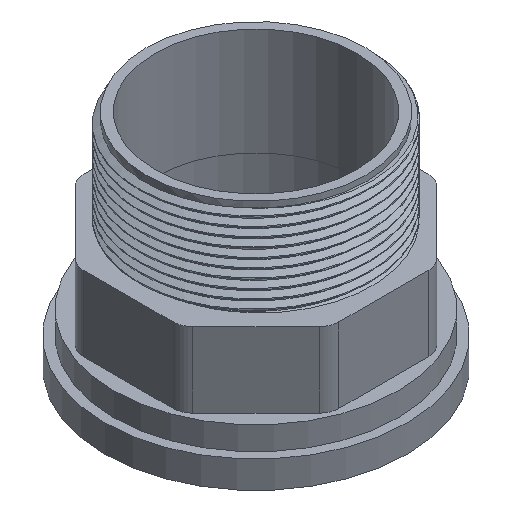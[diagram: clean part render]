
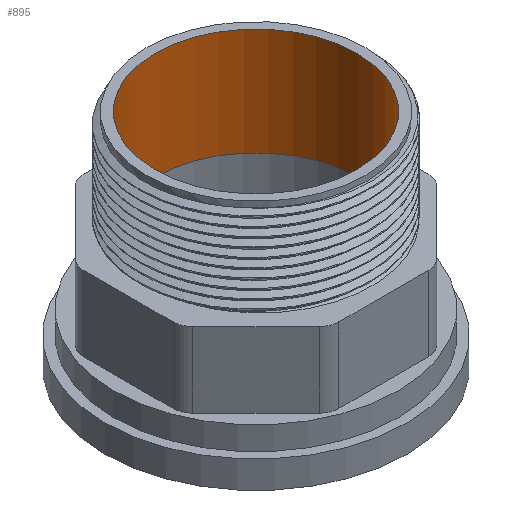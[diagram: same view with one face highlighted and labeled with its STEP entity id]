
A CAD part, isometric view. The second image highlights one B-rep face of the part: STEP entity #895.
In plain terms, the highlighted cylindrical face has radius 26 mm (diameter 52 mm), a full revolution.
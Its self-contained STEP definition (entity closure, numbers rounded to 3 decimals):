
#66=FACE_OUTER_BOUND('',#122,.T.);
#122=EDGE_LOOP('',(#702,#703,#704,#705));
#173=CIRCLE('',#987,26.);
#174=CIRCLE('',#989,26.);
#264=LINE('',#16862,#321);
#321=VECTOR('',#1169,26.);
#424=VERTEX_POINT('',#16857);
#425=VERTEX_POINT('',#16860);
#537=EDGE_CURVE('',#424,#424,#173,.T.);
#538=EDGE_CURVE('',#425,#425,#174,.T.);
#539=EDGE_CURVE('',#425,#424,#264,.T.);
#702=ORIENTED_EDGE('',*,*,#538,.F.);
#703=ORIENTED_EDGE('',*,*,#539,.T.);
#704=ORIENTED_EDGE('',*,*,#537,.T.);
#705=ORIENTED_EDGE('',*,*,#539,.F.);
#856=CYLINDRICAL_SURFACE('',#988,26.);
#895=ADVANCED_FACE('',(#66),#856,.F.);
#987=AXIS2_PLACEMENT_3D('',#16858,#1163,#1164);
#988=AXIS2_PLACEMENT_3D('',#16859,#1165,#1166);
#989=AXIS2_PLACEMENT_3D('',#16861,#1167,#1168);
#1163=DIRECTION('center_axis',(0.,0.,-1.));
#1164=DIRECTION('ref_axis',(0.,1.,0.));
#1165=DIRECTION('center_axis',(0.,0.,-1.));
#1166=DIRECTION('ref_axis',(0.,1.,0.));
#1167=DIRECTION('center_axis',(0.,0.,-1.));
#1168=DIRECTION('ref_axis',(0.,1.,0.));
#1169=DIRECTION('',(0.,0.,-1.));
#16857=CARTESIAN_POINT('',(0.,-26.,29.4));
#16858=CARTESIAN_POINT('Origin',(0.,0.,29.4));
#16859=CARTESIAN_POINT('Origin',(0.,0.,64.735));
#16860=CARTESIAN_POINT('',(0.,-26.,57.));
#16861=CARTESIAN_POINT('Origin',(0.,0.,57.));
#16862=CARTESIAN_POINT('',(0.,-26.,64.735));
